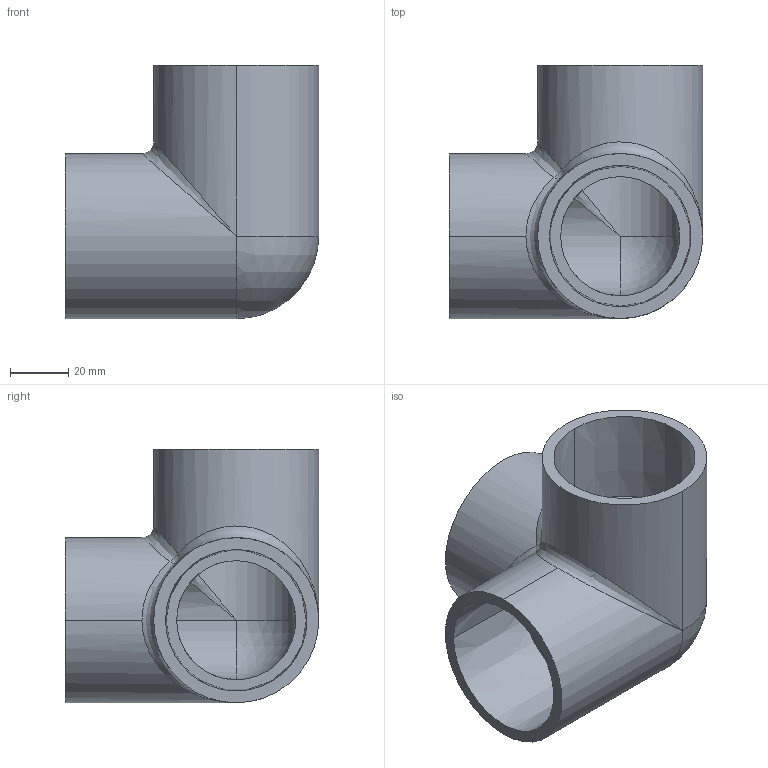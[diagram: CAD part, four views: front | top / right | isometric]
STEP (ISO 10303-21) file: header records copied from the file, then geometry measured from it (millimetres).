
FILE_DESCRIPTION (( 'STEP AP203' ), '1' );
FILE_NAME ('4880K634.step', '2013-02-28T17:17:07', ( 't2jrg' ), ( '' ), 'SwSTEP 2.0', 'SolidWorks 2010', '' );
FILE_SCHEMA (( 'CONFIG_CONTROL_DESIGN' ));
Length unit declared in the file: inch
Products named in the file (1): 4880K634
Bounding box: 87 x 87 x 87 mm (x, y, z)
Volume: 119430.1 mm3; surface area: 48929.2 mm2
Topology: 1 solids, 1 shells, 34 faces, 80 edges, 42 vertices
Faces by surface type: cylinder 12, cone 6, plane 6, bspline 6, sphere 4
Entity records: 1523 total; most frequent: CARTESIAN_POINT 755, DIRECTION 148, ORIENTED_EDGE 144, EDGE_CURVE 72, AXIS2_PLACEMENT_3D 65, VERTEX_POINT 42, EDGE_LOOP 40, CIRCLE 36
